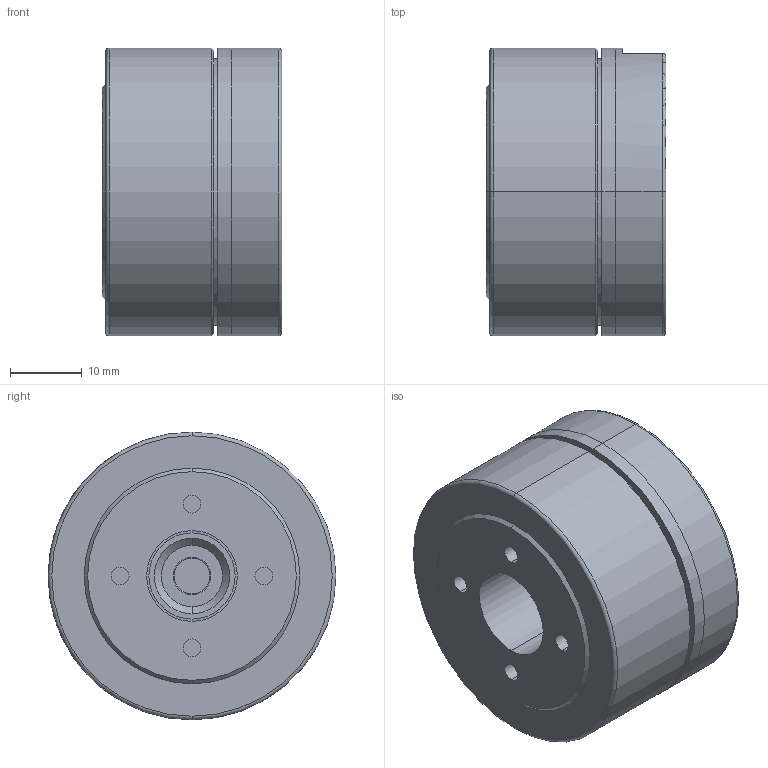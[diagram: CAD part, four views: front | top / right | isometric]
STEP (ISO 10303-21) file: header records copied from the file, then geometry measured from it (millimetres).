
FILE_DESCRIPTION (( 'STEP AP203' ), '1' );
FILE_NAME ('PM3510湍綴裔.STEP', '2022-09-22T10:55:44', ( '' ), ( '' ), 'SwSTEP 2.0', 'SolidWorks 2015', '' );
FILE_SCHEMA (( 'CONFIG_CONTROL_DESIGN' ));
Length unit declared in the file: millimetre
Products named in the file (3): PM3510祥湍綴裔; PM3510湍綴裔; 3510-3
Assembly tree (2 placements, depth 2):
  PM3510湍綴裔
    PM3510祥湍綴裔
    3510-3
Bounding box: 25 x 40 x 40 mm (x, y, z)
Volume: 25345.8 mm3; surface area: 10041 mm2
Topology: 2 solids, 2 shells, 158 faces, 361 edges, 229 vertices
Faces by surface type: cylinder 89, plane 42, cone 18, torus 9
Entity records: 4885 total; most frequent: DIRECTION 910, CARTESIAN_POINT 767, ORIENTED_EDGE 722, AXIS2_PLACEMENT_3D 388, EDGE_CURVE 361, VERTEX_POINT 229, CIRCLE 225, EDGE_LOOP 200
